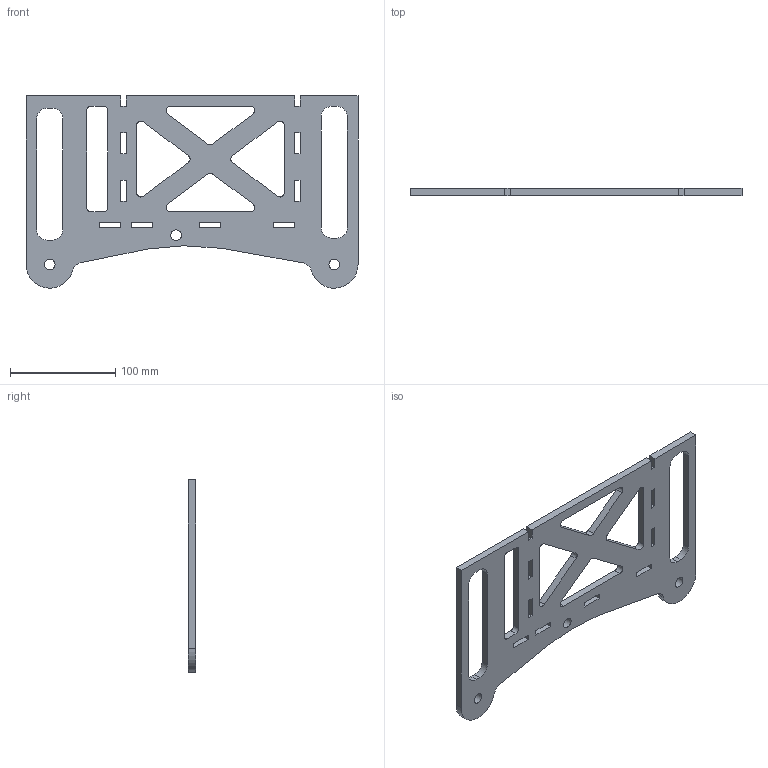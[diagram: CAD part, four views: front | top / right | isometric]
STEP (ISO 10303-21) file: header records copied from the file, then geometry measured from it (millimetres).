
FILE_DESCRIPTION(('STEP AP242'), '1');
FILE_NAME('Áîê', '', ('UNSPECIFIED'), ('UNSPECIFIED'), 'C3D Converter', 'C3D Toolkit', '');
FILE_SCHEMA(('AP242_MANAGED_MODEL_BASED_3D_ENGINEERING_MIM_LF { 1 0 10303 442 1 1 4 }'));
Length unit declared in the file: millimetre
Bounding box: 315 x 7 x 182.48 mm (x, y, z)
Volume: 227836.2 mm3; surface area: 86928.5 mm2
Topology: 1 solids, 1 shells, 101 faces, 297 edges, 198 vertices
Faces by surface type: plane 69, cylinder 31, extrusion 1
Full cylindrical faces by diameter (mm): 10.1 x3
Entity records: 4257 total; most frequent: CARTESIAN_POINT 600, ORIENTED_EDGE 588, DIRECTION 557, EDGE_CURVE 294, VECTOR 231, LINE 230, VERTEX_POINT 198, AXIS2_PLACEMENT_3D 163
